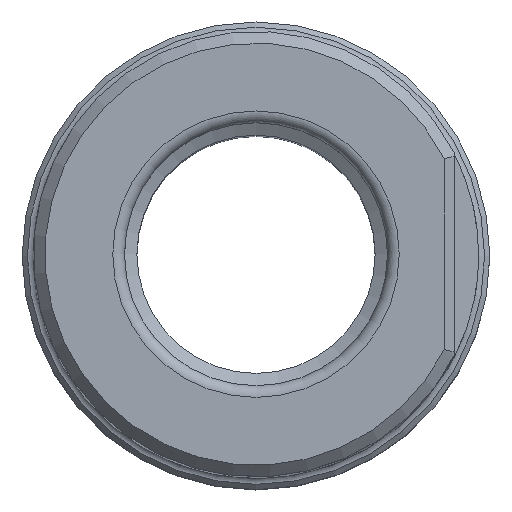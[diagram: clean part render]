
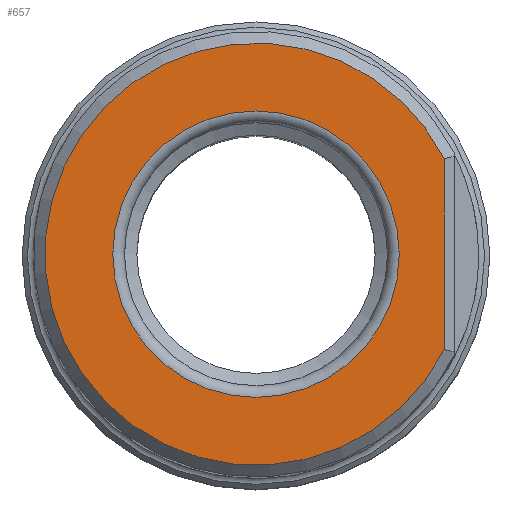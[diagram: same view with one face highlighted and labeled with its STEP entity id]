
A CAD part, top view. The second image highlights one B-rep face of the part: STEP entity #657.
In plain terms, the highlighted planar face has unit normal (0, 0, 1).
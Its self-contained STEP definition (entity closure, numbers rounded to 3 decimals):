
#20=PLANE('',#706);
#60=CIRCLE('',#705,18.05);
#61=CIRCLE('',#707,12.25);
#85=LINE('',#980,#100);
#100=VECTOR('',#798,1000.);
#142=ORIENTED_EDGE('',*,*,#243,.T.);
#143=ORIENTED_EDGE('',*,*,#240,.T.);
#144=ORIENTED_EDGE('',*,*,#244,.T.);
#240=EDGE_CURVE('',#289,#288,#60,.T.);
#243=EDGE_CURVE('',#291,#291,#61,.F.);
#244=EDGE_CURVE('',#288,#289,#85,.T.);
#288=VERTEX_POINT('',#965);
#289=VERTEX_POINT('',#967);
#291=VERTEX_POINT('',#979);
#321=EDGE_LOOP('',(#142));
#322=EDGE_LOOP('',(#143,#144));
#373=FACE_BOUND('',#321,.T.);
#374=FACE_BOUND('',#322,.T.);
#657=ADVANCED_FACE('',(#373,#374),#20,.F.);
#705=AXIS2_PLACEMENT_3D('',#966,#792,#793);
#706=AXIS2_PLACEMENT_3D('',#977,#794,#795);
#707=AXIS2_PLACEMENT_3D('',#978,#796,#797);
#792=DIRECTION('',(0.,0.,1.));
#793=DIRECTION('',(1.,0.,0.));
#794=DIRECTION('',(0.,0.,-1.));
#795=DIRECTION('',(-1.,0.,0.));
#796=DIRECTION('',(0.,0.,1.));
#797=DIRECTION('',(1.,0.,0.));
#798=DIRECTION('',(0.,1.,0.));
#965=CARTESIAN_POINT('',(16.1,-8.16,113.));
#966=CARTESIAN_POINT('',(0.,0.,113.));
#967=CARTESIAN_POINT('',(16.1,8.16,113.));
#977=CARTESIAN_POINT('',(19.05,0.,113.));
#978=CARTESIAN_POINT('',(0.,0.,113.));
#979=CARTESIAN_POINT('',(12.25,0.,113.));
#980=CARTESIAN_POINT('',(16.1,6.205,113.));
